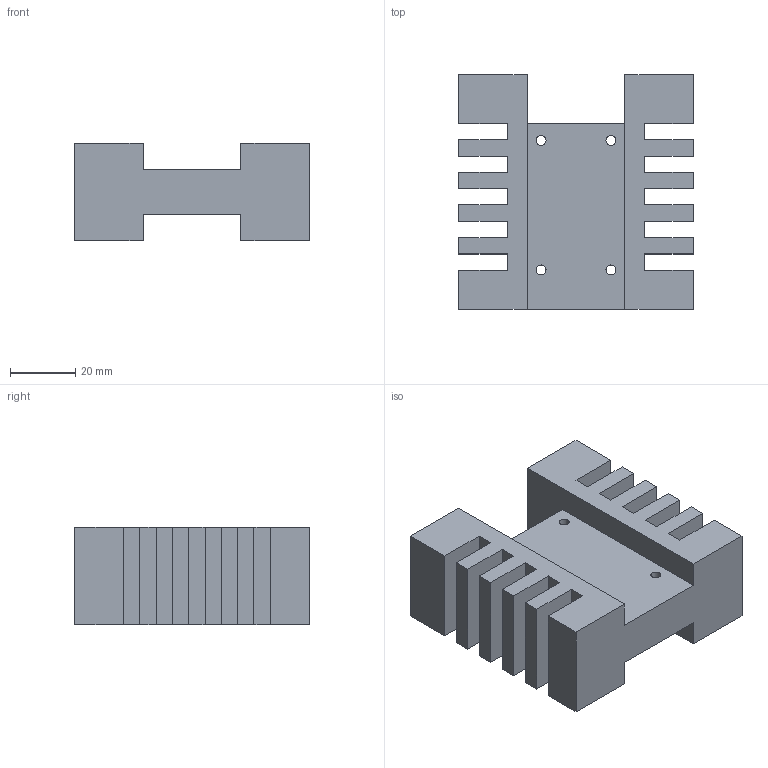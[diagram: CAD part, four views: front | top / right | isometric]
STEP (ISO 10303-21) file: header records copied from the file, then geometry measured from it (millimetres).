
FILE_DESCRIPTION((''),'2;1');
FILE_NAME('alex_heatsink.stp','2013-07-08T17:07:18',('bakip'),(''),'Autodesk Inventor 2013','Autodesk Inventor 2013','');
FILE_SCHEMA(('AUTOMOTIVE_DESIGN { 1 0 10303 214 1 1 1 1 }'));
Length unit declared in the file: millimetre
Products named in the file (1): alex_heatsink
Bounding box: 72 x 72 x 30 mm (x, y, z)
Volume: 90458.7 mm3; surface area: 28671.4 mm2
Topology: 1 solids, 1 shells, 62 faces, 184 edges, 124 vertices
Faces by surface type: plane 54, cylinder 6, cone 2
Full cylindrical faces by diameter (mm): 3 x4, 6.2 x2
Entity records: 1982 total; most frequent: CARTESIAN_POINT 347, ORIENTED_EDGE 336, DIRECTION 306, EDGE_CURVE 168, VECTOR 156, LINE 156, VERTEX_POINT 116, EDGE_LOOP 78
